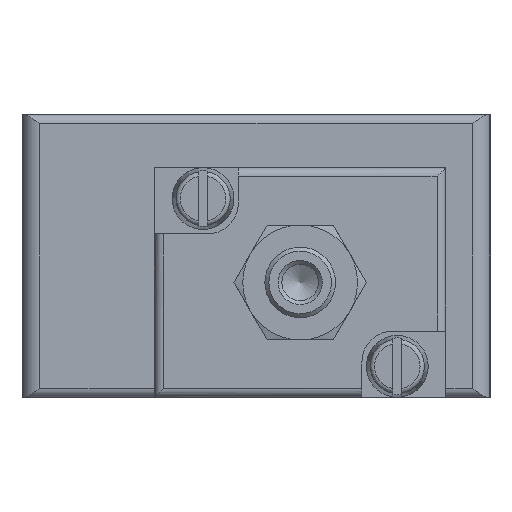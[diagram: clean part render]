
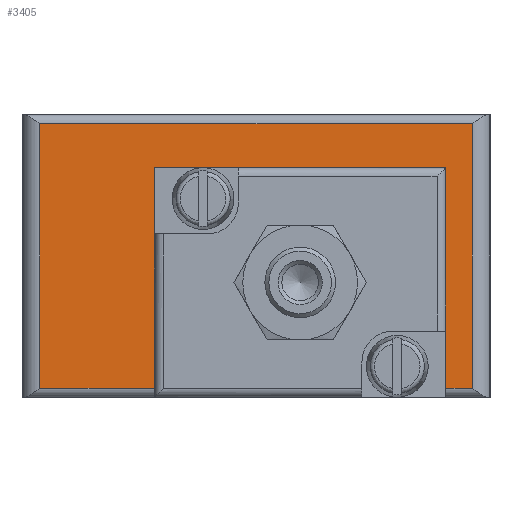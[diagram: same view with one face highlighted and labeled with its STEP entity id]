
A CAD part, left-side view. The second image highlights one B-rep face of the part: STEP entity #3405.
In plain terms, the highlighted planar face has unit normal (-1, 0, 0).
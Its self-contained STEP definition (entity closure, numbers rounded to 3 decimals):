
#585=ORIENTED_EDGE('',*,*,#1509,.T.);
#586=ORIENTED_EDGE('',*,*,#1403,.F.);
#587=ORIENTED_EDGE('',*,*,#1420,.T.);
#588=ORIENTED_EDGE('',*,*,#1410,.T.);
#589=ORIENTED_EDGE('',*,*,#1510,.T.);
#590=ORIENTED_EDGE('',*,*,#1511,.F.);
#591=ORIENTED_EDGE('',*,*,#1512,.F.);
#592=ORIENTED_EDGE('',*,*,#1513,.T.);
#1403=EDGE_CURVE('',#1872,#1873,#2159,.T.);
#1410=EDGE_CURVE('',#1880,#1879,#2166,.T.);
#1420=EDGE_CURVE('',#1872,#1880,#2172,.T.);
#1509=EDGE_CURVE('',#1954,#1873,#2239,.T.);
#1510=EDGE_CURVE('',#1879,#1955,#2240,.T.);
#1511=EDGE_CURVE('',#1956,#1955,#2241,.T.);
#1512=EDGE_CURVE('',#1957,#1956,#2242,.T.);
#1513=EDGE_CURVE('',#1957,#1954,#2243,.T.);
#1872=VERTEX_POINT('',#5255);
#1873=VERTEX_POINT('',#5257);
#1879=VERTEX_POINT('',#5270);
#1880=VERTEX_POINT('',#5272);
#1954=VERTEX_POINT('',#5470);
#1955=VERTEX_POINT('',#5472);
#1956=VERTEX_POINT('',#5474);
#1957=VERTEX_POINT('',#5476);
#2159=LINE('',#5256,#2427);
#2166=LINE('',#5271,#2434);
#2172=LINE('',#5289,#2440);
#2239=LINE('',#5469,#2507);
#2240=LINE('',#5471,#2508);
#2241=LINE('',#5473,#2509);
#2242=LINE('',#5475,#2510);
#2243=LINE('',#5477,#2511);
#2427=VECTOR('',#4102,1000.);
#2434=VECTOR('',#4111,1000.);
#2440=VECTOR('',#4131,1000.);
#2507=VECTOR('',#4270,1000.);
#2508=VECTOR('',#4271,1000.);
#2509=VECTOR('',#4272,1000.);
#2510=VECTOR('',#4273,1000.);
#2511=VECTOR('',#4274,1000.);
#2718=EDGE_LOOP('',(#585,#586,#587,#588,#589,#590,#591,#592));
#3006=FACE_BOUND('',#2718,.T.);
#3266=PLANE('',#3691);
#3405=ADVANCED_FACE('',(#3006),#3266,.F.);
#3691=AXIS2_PLACEMENT_3D('',#5468,#4268,#4269);
#4102=DIRECTION('',(0.,0.,-1.));
#4111=DIRECTION('',(0.,0.,-1.));
#4131=DIRECTION('',(0.,-1.,0.));
#4268=DIRECTION('',(1.,0.,0.));
#4269=DIRECTION('',(0.,0.,-1.));
#4270=DIRECTION('',(0.,-1.,0.));
#4271=DIRECTION('',(0.,-1.,0.));
#4272=DIRECTION('',(0.,0.,-1.));
#4273=DIRECTION('',(0.,-1.,0.));
#4274=DIRECTION('',(0.,0.,-1.));
#5255=CARTESIAN_POINT('',(-70.75,38.,10.));
#5256=CARTESIAN_POINT('',(-70.75,38.,10.));
#5257=CARTESIAN_POINT('',(-70.75,38.,-15.));
#5270=CARTESIAN_POINT('',(-70.75,5.,-15.));
#5271=CARTESIAN_POINT('',(-70.75,5.,10.));
#5272=CARTESIAN_POINT('',(-70.75,5.,10.));
#5289=CARTESIAN_POINT('',(-70.75,38.,10.));
#5468=CARTESIAN_POINT('',(-70.75,53.,-15.));
#5469=CARTESIAN_POINT('',(-70.75,53.,-15.));
#5470=CARTESIAN_POINT('',(-70.75,51.,-15.));
#5471=CARTESIAN_POINT('',(-70.75,53.,-15.));
#5472=CARTESIAN_POINT('',(-70.75,2.,-15.));
#5473=CARTESIAN_POINT('',(-70.75,2.,32.));
#5474=CARTESIAN_POINT('',(-70.75,2.,15.));
#5475=CARTESIAN_POINT('',(-70.75,53.,15.));
#5476=CARTESIAN_POINT('',(-70.75,51.,15.));
#5477=CARTESIAN_POINT('',(-70.75,51.,32.));
